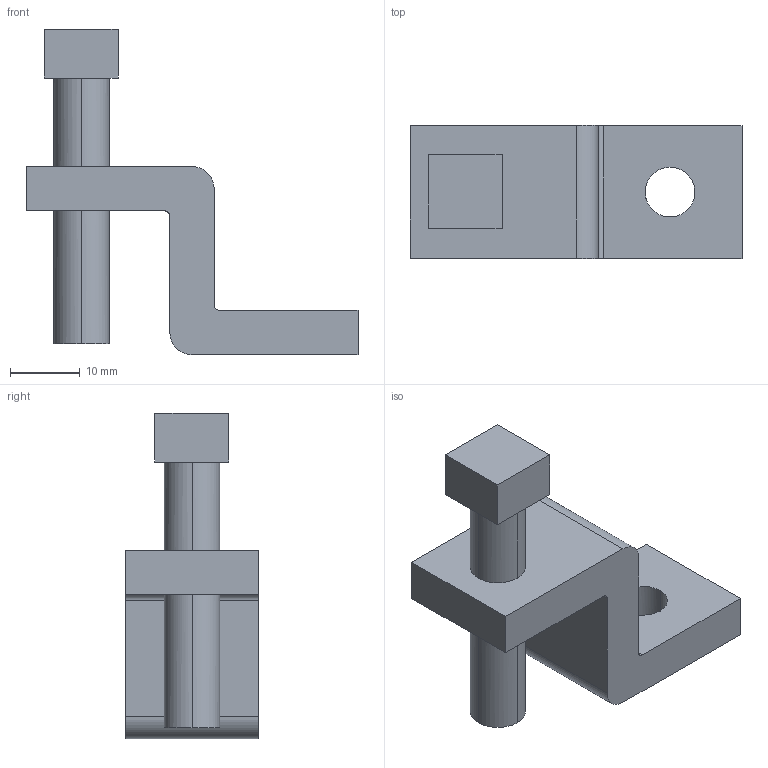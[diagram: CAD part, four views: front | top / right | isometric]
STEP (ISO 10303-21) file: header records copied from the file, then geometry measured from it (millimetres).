
FILE_DESCRIPTION(('TurboCAD Mac Pro'),'Build 980');
FILE_NAME('P6379.stp',' ',(''),(''),'ACIS Interop','IMSI','TurboCAD Mac Pro BY IMSI, INCORPORATED');
FILE_SCHEMA(('automotive_design'));
Length unit declared in the file: inch
Products named in the file (2): 1; 2
Bounding box: 47.63 x 19.05 x 46.68 mm (x, y, z)
Volume: 10286.8 mm3; surface area: 5230.8 mm2
Topology: 2 solids, 2 shells, 33 faces, 84 edges, 56 vertices
Faces by surface type: plane 17, bspline 16
Entity records: 1457 total; most frequent: CARTESIAN_POINT 447, ORIENTED_EDGE 168, DIRECTION 90, EDGE_CURVE 84, VERTEX_POINT 56, LINE 52, VECTOR 52, EDGE_LOOP 38
